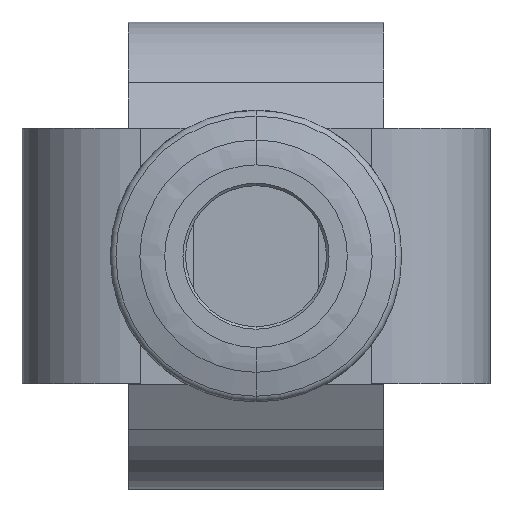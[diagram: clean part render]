
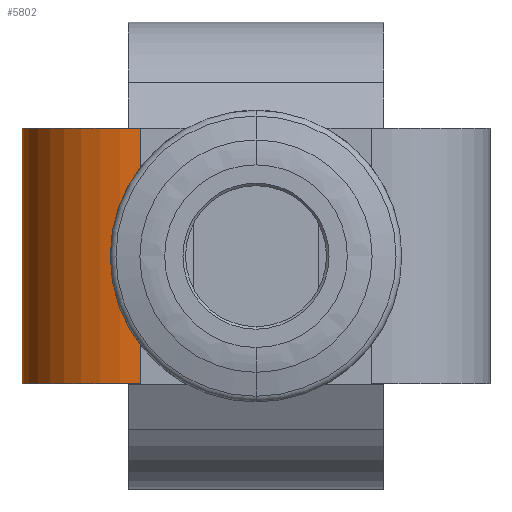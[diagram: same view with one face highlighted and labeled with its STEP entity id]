
A CAD part, front view. The second image highlights one B-rep face of the part: STEP entity #5802.
In plain terms, the highlighted cylindrical face has radius 11.811 mm (diameter 23.622 mm), a partial arc.
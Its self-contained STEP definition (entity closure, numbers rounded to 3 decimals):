
#178 = CARTESIAN_POINT ( 'NONE',  ( -41.17, -33.614, 7.43 ) ) ;
#250 = ORIENTED_EDGE ( 'NONE', *, *, #654, .T. ) ;
#264 = VERTEX_POINT ( 'NONE', #5884 ) ;
#298 = AXIS2_PLACEMENT_3D ( 'NONE', #1186, #1636, #5939 ) ;
#326 = VECTOR ( 'NONE', #1661, 1000. ) ;
#333 = CARTESIAN_POINT ( 'NONE',  ( -41.17, -33.614, 7.426 ) ) ;
#406 = DIRECTION ( 'NONE',  ( 1., 0., 0. ) ) ;
#484 = FACE_OUTER_BOUND ( 'NONE', #2797, .T. ) ;
#535 = ORIENTED_EDGE ( 'NONE', *, *, #1791, .T. ) ;
#575 = ORIENTED_EDGE ( 'NONE', *, *, #1300, .F. ) ;
#654 = EDGE_CURVE ( 'NONE', #1439, #5878, #5722, .T. ) ;
#798 = CARTESIAN_POINT ( 'NONE',  ( -52.981, -21.803, 7.43 ) ) ;
#866 = ORIENTED_EDGE ( 'NONE', *, *, #4688, .T. ) ;
#880 = CARTESIAN_POINT ( 'NONE',  ( -41.17, -33.614, -17.97 ) ) ;
#1130 = EDGE_CURVE ( 'NONE', #3308, #264, #2396, .T. ) ;
#1175 = AXIS2_PLACEMENT_3D ( 'NONE', #4905, #2554, #1609 ) ;
#1186 = CARTESIAN_POINT ( 'NONE',  ( -41.17, -21.803, -17.97 ) ) ;
#1300 = EDGE_CURVE ( 'NONE', #3046, #3050, #4171, .T. ) ;
#1439 = VERTEX_POINT ( 'NONE', #5145 ) ;
#1570 = LINE ( 'NONE', #3527, #326 ) ;
#1591 = CYLINDRICAL_SURFACE ( 'NONE', #1175, 11.811 ) ;
#1609 = DIRECTION ( 'NONE',  ( -1., 0., 0. ) ) ;
#1636 = DIRECTION ( 'NONE',  ( 0., 0., 1. ) ) ;
#1661 = DIRECTION ( 'NONE',  ( 0., 0., 1. ) ) ;
#1791 = EDGE_CURVE ( 'NONE', #5878, #5287, #5436, .T. ) ;
#1945 = ORIENTED_EDGE ( 'NONE', *, *, #5151, .T. ) ;
#2017 = ORIENTED_EDGE ( 'NONE', *, *, #1130, .T. ) ;
#2034 = AXIS2_PLACEMENT_3D ( 'NONE', #6047, #3214, #406 ) ;
#2112 = VECTOR ( 'NONE', #5037, 1000. ) ;
#2126 = CARTESIAN_POINT ( 'NONE',  ( -41.17, -33.614, -17.974 ) ) ;
#2396 = LINE ( 'NONE', #4889, #3484 ) ;
#2554 = DIRECTION ( 'NONE',  ( 0., 0., -1. ) ) ;
#2797 = EDGE_LOOP ( 'NONE', ( #4054, #250, #535, #1945, #2017, #866, #575 ) ) ;
#3016 = CARTESIAN_POINT ( 'NONE',  ( -41.17, -33.614, -14.16 ) ) ;
#3046 = VERTEX_POINT ( 'NONE', #3612 ) ;
#3050 = VERTEX_POINT ( 'NONE', #333 ) ;
#3214 = DIRECTION ( 'NONE',  ( 0., 0., 1. ) ) ;
#3308 = VERTEX_POINT ( 'NONE', #3016 ) ;
#3462 = VECTOR ( 'NONE', #5894, 1000. ) ;
#3484 = VECTOR ( 'NONE', #5831, 1000. ) ;
#3527 = CARTESIAN_POINT ( 'NONE',  ( -41.17, -33.614, -17.974 ) ) ;
#3612 = CARTESIAN_POINT ( 'NONE',  ( -41.17, -33.614, 7.43 ) ) ;
#4054 = ORIENTED_EDGE ( 'NONE', *, *, #5305, .F. ) ;
#4171 = LINE ( 'NONE', #178, #5284 ) ;
#4391 = DIRECTION ( 'NONE',  ( 0., 0., -1. ) ) ;
#4688 = EDGE_CURVE ( 'NONE', #264, #3050, #4891, .T. ) ;
#4889 = CARTESIAN_POINT ( 'NONE',  ( -41.17, -33.614, -17.974 ) ) ;
#4891 = LINE ( 'NONE', #2126, #3462 ) ;
#4905 = CARTESIAN_POINT ( 'NONE',  ( -41.17, -21.803, 7.43 ) ) ;
#5037 = DIRECTION ( 'NONE',  ( 0., 0., -1. ) ) ;
#5145 = CARTESIAN_POINT ( 'NONE',  ( -52.981, -21.803, 7.43 ) ) ;
#5151 = EDGE_CURVE ( 'NONE', #5287, #3308, #1570, .T. ) ;
#5284 = VECTOR ( 'NONE', #4391, 1000. ) ;
#5287 = VERTEX_POINT ( 'NONE', #880 ) ;
#5305 = EDGE_CURVE ( 'NONE', #1439, #3046, #5833, .T. ) ;
#5436 = CIRCLE ( 'NONE', #298, 11.811 ) ;
#5722 = LINE ( 'NONE', #798, #2112 ) ;
#5802 = ADVANCED_FACE ( 'NONE', ( #484 ), #1591, .T. ) ;
#5831 = DIRECTION ( 'NONE',  ( 0., 0., 1. ) ) ;
#5833 = CIRCLE ( 'NONE', #2034, 11.811 ) ;
#5878 = VERTEX_POINT ( 'NONE', #6075 ) ;
#5884 = CARTESIAN_POINT ( 'NONE',  ( -41.17, -33.614, 3.612 ) ) ;
#5894 = DIRECTION ( 'NONE',  ( 0., 0., 1. ) ) ;
#5939 = DIRECTION ( 'NONE',  ( 1., 0., 0. ) ) ;
#6047 = CARTESIAN_POINT ( 'NONE',  ( -41.17, -21.803, 7.43 ) ) ;
#6075 = CARTESIAN_POINT ( 'NONE',  ( -52.981, -21.803, -17.97 ) ) ;
